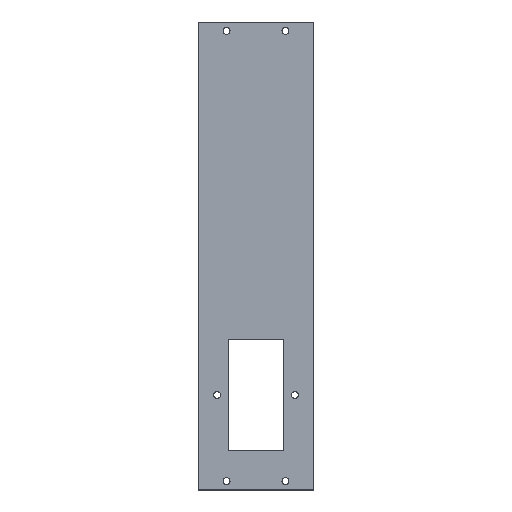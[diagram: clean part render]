
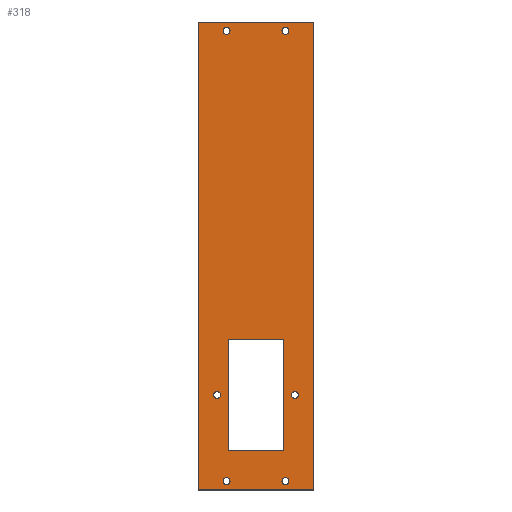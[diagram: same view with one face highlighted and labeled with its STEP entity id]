
A CAD part, top view. The second image highlights one B-rep face of the part: STEP entity #318.
In plain terms, the highlighted planar face has unit normal (0, 0, 1).
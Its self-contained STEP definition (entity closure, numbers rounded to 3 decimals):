
#21=FACE_BOUND('',#65,.T.);
#22=FACE_BOUND('',#66,.T.);
#23=FACE_BOUND('',#67,.T.);
#24=FACE_BOUND('',#68,.T.);
#25=FACE_BOUND('',#69,.T.);
#26=FACE_BOUND('',#70,.T.);
#27=FACE_BOUND('',#71,.T.);
#35=CIRCLE('',#349,1.75);
#36=CIRCLE('',#350,1.75);
#37=CIRCLE('',#351,1.75);
#38=CIRCLE('',#352,1.75);
#39=CIRCLE('',#353,1.75);
#40=CIRCLE('',#354,1.75);
#48=FACE_OUTER_BOUND('',#64,.T.);
#64=EDGE_LOOP('',(#227,#228,#229,#230));
#65=EDGE_LOOP('',(#231));
#66=EDGE_LOOP('',(#232));
#67=EDGE_LOOP('',(#233,#234,#235,#236));
#68=EDGE_LOOP('',(#237));
#69=EDGE_LOOP('',(#238));
#70=EDGE_LOOP('',(#239));
#71=EDGE_LOOP('',(#240));
#95=LINE('',#471,#125);
#97=LINE('',#476,#127);
#98=LINE('',#478,#128);
#99=LINE('',#480,#129);
#100=LINE('',#481,#130);
#101=LINE('',#487,#131);
#102=LINE('',#489,#132);
#103=LINE('',#490,#133);
#125=VECTOR('',#381,10.);
#127=VECTOR('',#385,10.);
#128=VECTOR('',#386,10.);
#129=VECTOR('',#387,10.);
#130=VECTOR('',#388,10.);
#131=VECTOR('',#393,10.);
#132=VECTOR('',#394,10.);
#133=VECTOR('',#395,10.);
#155=VERTEX_POINT('',#468);
#156=VERTEX_POINT('',#470);
#157=VERTEX_POINT('',#474);
#158=VERTEX_POINT('',#475);
#159=VERTEX_POINT('',#477);
#160=VERTEX_POINT('',#479);
#161=VERTEX_POINT('',#482);
#162=VERTEX_POINT('',#484);
#163=VERTEX_POINT('',#486);
#164=VERTEX_POINT('',#488);
#165=VERTEX_POINT('',#491);
#166=VERTEX_POINT('',#493);
#167=VERTEX_POINT('',#495);
#168=VERTEX_POINT('',#497);
#183=EDGE_CURVE('',#156,#155,#95,.T.);
#185=EDGE_CURVE('',#157,#158,#97,.T.);
#186=EDGE_CURVE('',#158,#159,#98,.T.);
#187=EDGE_CURVE('',#159,#160,#99,.T.);
#188=EDGE_CURVE('',#160,#157,#100,.T.);
#189=EDGE_CURVE('',#161,#161,#35,.T.);
#190=EDGE_CURVE('',#162,#162,#36,.T.);
#191=EDGE_CURVE('',#163,#156,#101,.T.);
#192=EDGE_CURVE('',#155,#164,#102,.T.);
#193=EDGE_CURVE('',#164,#163,#103,.T.);
#194=EDGE_CURVE('',#165,#165,#37,.T.);
#195=EDGE_CURVE('',#166,#166,#38,.T.);
#196=EDGE_CURVE('',#167,#167,#39,.T.);
#197=EDGE_CURVE('',#168,#168,#40,.T.);
#227=ORIENTED_EDGE('',*,*,#185,.T.);
#228=ORIENTED_EDGE('',*,*,#186,.T.);
#229=ORIENTED_EDGE('',*,*,#187,.T.);
#230=ORIENTED_EDGE('',*,*,#188,.T.);
#231=ORIENTED_EDGE('',*,*,#189,.T.);
#232=ORIENTED_EDGE('',*,*,#190,.T.);
#233=ORIENTED_EDGE('',*,*,#191,.T.);
#234=ORIENTED_EDGE('',*,*,#183,.T.);
#235=ORIENTED_EDGE('',*,*,#192,.T.);
#236=ORIENTED_EDGE('',*,*,#193,.T.);
#237=ORIENTED_EDGE('',*,*,#194,.T.);
#238=ORIENTED_EDGE('',*,*,#195,.T.);
#239=ORIENTED_EDGE('',*,*,#196,.T.);
#240=ORIENTED_EDGE('',*,*,#197,.T.);
#308=PLANE('',#348);
#318=ADVANCED_FACE('',(#48,#21,#22,#23,#24,#25,#26,#27),#308,.T.);
#348=AXIS2_PLACEMENT_3D('',#473,#383,#384);
#349=AXIS2_PLACEMENT_3D('',#483,#389,#390);
#350=AXIS2_PLACEMENT_3D('',#485,#391,#392);
#351=AXIS2_PLACEMENT_3D('',#492,#396,#397);
#352=AXIS2_PLACEMENT_3D('',#494,#398,#399);
#353=AXIS2_PLACEMENT_3D('',#496,#400,#401);
#354=AXIS2_PLACEMENT_3D('',#498,#402,#403);
#381=DIRECTION('',(-1.,0.,0.));
#383=DIRECTION('center_axis',(0.,0.,
1.));
#384=DIRECTION('ref_axis',(1.,0.,0.));
#385=DIRECTION('',(0.,1.,0.));
#386=DIRECTION('',(-1.,0.,0.));
#387=DIRECTION('',(0.,-1.,0.));
#388=DIRECTION('',(1.,0.,0.));
#389=DIRECTION('center_axis',(0.,0.,
-1.));
#390=DIRECTION('ref_axis',(-1.,0.,0.));
#391=DIRECTION('center_axis',(0.,0.,
-1.));
#392=DIRECTION('ref_axis',(-1.,0.,0.));
#393=DIRECTION('',(0.,-1.,0.));
#394=DIRECTION('',(0.,1.,0.));
#395=DIRECTION('',(1.,0.,0.));
#396=DIRECTION('center_axis',(0.,0.,
-1.));
#397=DIRECTION('ref_axis',(1.,0.,0.));
#398=DIRECTION('center_axis',(0.,0.,
-1.));
#399=DIRECTION('ref_axis',(1.,0.,0.));
#400=DIRECTION('center_axis',(0.,0.,
-1.));
#401=DIRECTION('ref_axis',(1.,0.,0.));
#402=DIRECTION('center_axis',(0.,0.,
-1.));
#403=DIRECTION('ref_axis',(1.,0.,0.));
#468=CARTESIAN_POINT('',(201.558,-99.402,170.01));
#470=CARTESIAN_POINT('',(230.058,-99.402,170.01));
#471=CARTESIAN_POINT('',(222.808,-99.402,170.01));
#473=CARTESIAN_POINT('Origin',(215.808,0.049,170.01));
#474=CARTESIAN_POINT('',(245.308,-119.402,170.01));
#475=CARTESIAN_POINT('',(245.308,119.5,170.01));
#476=CARTESIAN_POINT('',(245.308,119.5,170.01));
#477=CARTESIAN_POINT('',(186.308,119.5,170.01));
#478=CARTESIAN_POINT('',(186.308,119.5,170.01));
#479=CARTESIAN_POINT('',(186.308,-119.402,170.01));
#480=CARTESIAN_POINT('',(186.308,-119.402,170.01));
#481=CARTESIAN_POINT('',(245.308,-119.402,170.01));
#482=CARTESIAN_POINT('',(197.708,-70.902,170.01));
#483=CARTESIAN_POINT('Origin',(195.958,-70.902,170.01));
#484=CARTESIAN_POINT('',(237.408,-70.902,170.01));
#485=CARTESIAN_POINT('Origin',(235.658,-70.902,170.01));
#486=CARTESIAN_POINT('',(230.058,-42.402,170.01));
#487=CARTESIAN_POINT('',(230.058,-47.427,170.01));
#488=CARTESIAN_POINT('',(201.558,-42.402,170.01));
#489=CARTESIAN_POINT('',(201.558,-47.427,170.01));
#490=CARTESIAN_POINT('',(208.808,-42.402,170.01));
#491=CARTESIAN_POINT('',(229.058,-114.902,170.01));
#492=CARTESIAN_POINT('Origin',(230.808,-114.902,170.01));
#493=CARTESIAN_POINT('',(229.058,115.,170.01));
#494=CARTESIAN_POINT('Origin',(230.808,115.,170.01));
#495=CARTESIAN_POINT('',(199.058,115.,170.01));
#496=CARTESIAN_POINT('Origin',(200.808,115.,170.01));
#497=CARTESIAN_POINT('',(199.058,-114.902,170.01));
#498=CARTESIAN_POINT('Origin',(200.808,-114.902,170.01));
